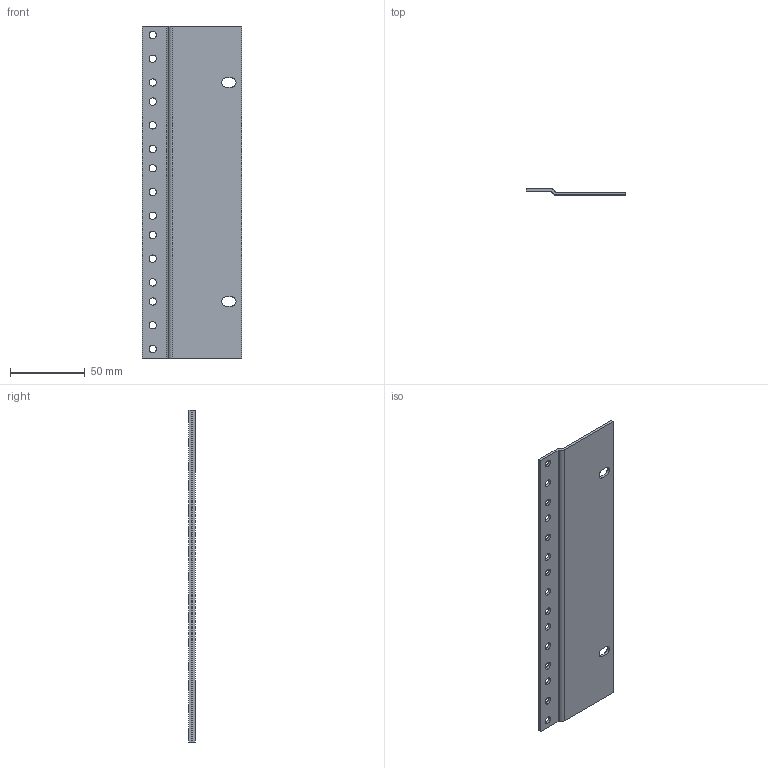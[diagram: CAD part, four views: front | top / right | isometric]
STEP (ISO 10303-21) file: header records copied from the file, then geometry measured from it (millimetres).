
FILE_DESCRIPTION (( 'STEP AP214' ), '1' );
FILE_NAME ('PA2319008BK1.STEP', '2020-11-04T23:29:38', ( '' ), ( '' ), 'SwSTEP 2.0', 'SolidWorks 2019', '' );
FILE_SCHEMA (( 'AUTOMOTIVE_DESIGN' ));
Length unit declared in the file: inch
Products named in the file (1): PA2319008BK1
Bounding box: 66.67 x 4.11 x 221.44 mm (x, y, z)
Volume: 26675.2 mm3; surface area: 30749.3 mm2
Topology: 1 solids, 1 shells, 35 faces, 99 edges, 66 vertices
Faces by surface type: cylinder 23, plane 12
Full cylindrical faces by diameter (mm): 4.915 x15
Entity records: 1192 total; most frequent: DIRECTION 202, CARTESIAN_POINT 186, ORIENTED_EDGE 168, EDGE_LOOP 84, EDGE_CURVE 84, AXIS2_PLACEMENT_3D 82, VERTEX_POINT 66, FACE_OUTER_BOUND 50
